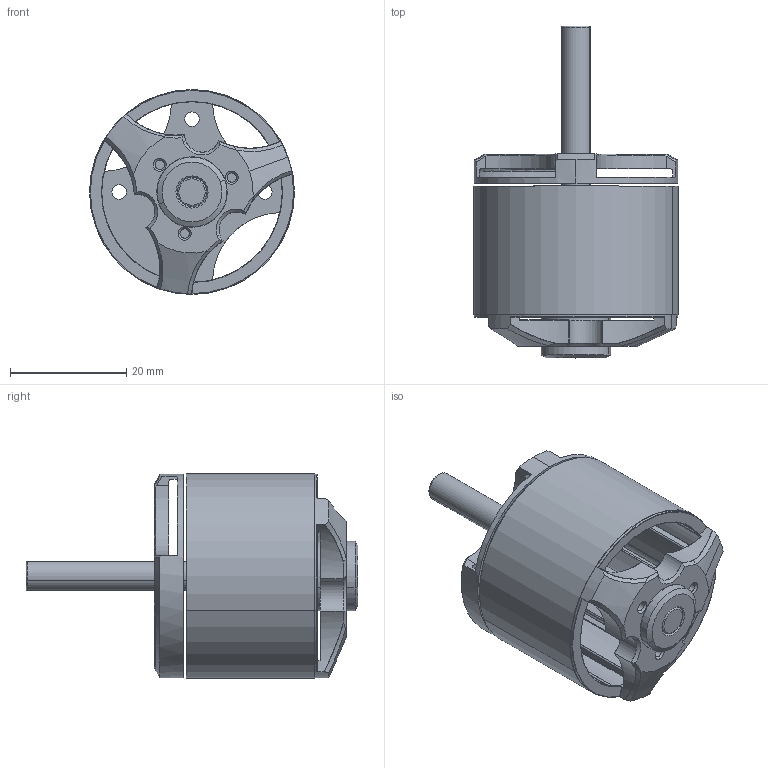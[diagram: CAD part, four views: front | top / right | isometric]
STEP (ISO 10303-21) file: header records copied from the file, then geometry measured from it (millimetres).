
FILE_DESCRIPTION (( 'STEP AP214' ), '1' );
FILE_NAME ('Propdrive V2 3536.STEP', '2020-05-26T20:52:31', ( '' ), ( '' ), 'SwSTEP 2.0', 'SolidWorks 2019', '' );
FILE_SCHEMA (( 'AUTOMOTIVE_DESIGN' ));
Length unit declared in the file: millimetre
Products named in the file (3): Motor Can Propdrive V2 Configurable_35mm 3536; Front Plate Propdrive V2 Configurable_35mm; Propdrive V2 3536
Assembly tree (2 placements, depth 2):
  Propdrive V2 3536
    Motor Can Propdrive V2 Configurable_35mm 3536
    Front Plate Propdrive V2 Configurable_35mm
Bounding box: 35.2 x 57 x 35.2 mm (x, y, z)
Volume: 8981.3 mm3; surface area: 19145 mm2
Topology: 18 solids, 18 shells, 383 faces, 987 edges, 633 vertices
Faces by surface type: cylinder 178, plane 84, torus 47, bspline 37, cone 36, sphere 1
Entity records: 15989 total; most frequent: CARTESIAN_POINT 4553, DIRECTION 2013, ORIENTED_EDGE 1974, EDGE_CURVE 987, AXIS2_PLACEMENT_3D 848, VERTEX_POINT 633, CIRCLE 497, EDGE_LOOP 408
